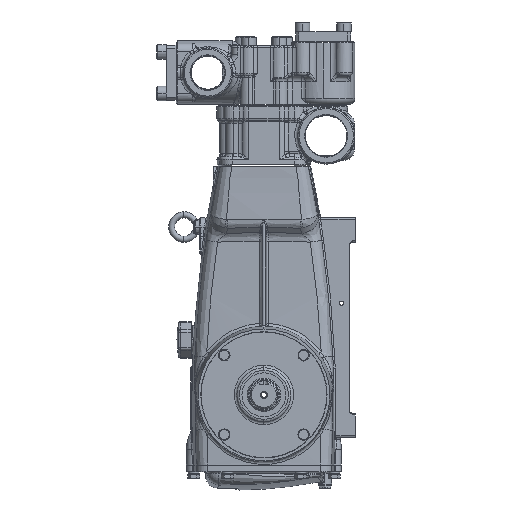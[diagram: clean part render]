
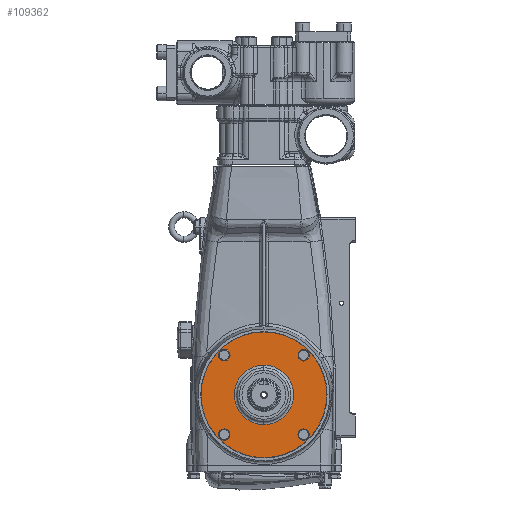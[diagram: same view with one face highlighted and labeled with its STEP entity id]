
A CAD part, left-side view. The second image highlights one B-rep face of the part: STEP entity #109362.
In plain terms, the highlighted planar face has unit normal (-1, 0, 0).
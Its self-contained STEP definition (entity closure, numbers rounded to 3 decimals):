
#216 = ORIENTED_EDGE ( 'NONE', *, *, #48811, .T. ) ;
#1876 = EDGE_LOOP ( 'NONE', ( #64651, #94685 ) ) ;
#2061 = CARTESIAN_POINT ( 'NONE',  ( -7.441, 2.561, 2.561 ) ) ;
#4498 = DIRECTION ( 'NONE',  ( 1., 0., 0. ) ) ;
#4925 = ORIENTED_EDGE ( 'NONE', *, *, #6742, .T. ) ;
#5527 = CIRCLE ( 'NONE', #54043, 0.217 ) ;
#6583 = EDGE_LOOP ( 'NONE', ( #216, #45139 ) ) ;
#6742 = EDGE_CURVE ( 'NONE', #112896, #35287, #106342, .T. ) ;
#6858 = VERTEX_POINT ( 'NONE', #41959 ) ;
#8497 = VERTEX_POINT ( 'NONE', #64424 ) ;
#10734 = AXIS2_PLACEMENT_3D ( 'NONE', #78616, #59000, #108932 ) ;
#10749 = CIRCLE ( 'NONE', #81516, 0.217 ) ;
#13066 = AXIS2_PLACEMENT_3D ( 'NONE', #2061, #41300, #88781 ) ;
#14271 = DIRECTION ( 'NONE',  ( 0., 0., 1. ) ) ;
#15367 = CIRCLE ( 'NONE', #63933, 0.217 ) ;
#17473 = CARTESIAN_POINT ( 'NONE',  ( -7.441, 2.561, 2.561 ) ) ;
#17821 = DIRECTION ( 'NONE',  ( -1., 0., 0. ) ) ;
#17945 = ORIENTED_EDGE ( 'NONE', *, *, #38413, .T. ) ;
#18089 = CARTESIAN_POINT ( 'NONE',  ( -7.441, -2.561, -2.561 ) ) ;
#20395 = EDGE_CURVE ( 'NONE', #36816, #65700, #5527, .T. ) ;
#20439 = DIRECTION ( 'NONE',  ( 0., 0., -1. ) ) ;
#20795 = CARTESIAN_POINT ( 'NONE',  ( -7.441, -2.561, 2.561 ) ) ;
#23489 = CARTESIAN_POINT ( 'NONE',  ( -7.441, 0., 0. ) ) ;
#23630 = CARTESIAN_POINT ( 'NONE',  ( -7.441, 2.561, -2.778 ) ) ;
#24233 = AXIS2_PLACEMENT_3D ( 'NONE', #18089, #56721, #76967 ) ;
#24347 = DIRECTION ( 'NONE',  ( 0., 0., -1. ) ) ;
#25389 = DIRECTION ( 'NONE',  ( 1., 0., 0. ) ) ;
#28279 = EDGE_CURVE ( 'NONE', #105093, #8497, #10749, .T. ) ;
#29094 = ORIENTED_EDGE ( 'NONE', *, *, #96249, .T. ) ;
#29844 = DIRECTION ( 'NONE',  ( 0., 0., 1. ) ) ;
#30943 = EDGE_CURVE ( 'NONE', #66065, #41953, #15367, .T. ) ;
#32986 = CIRCLE ( 'NONE', #10734, 1.916 ) ;
#33873 = DIRECTION ( 'NONE',  ( 1., 0., 0. ) ) ;
#34473 = FACE_BOUND ( 'NONE', #65279, .T. ) ;
#34675 = CIRCLE ( 'NONE', #69034, 1.916 ) ;
#35287 = VERTEX_POINT ( 'NONE', #39368 ) ;
#36816 = VERTEX_POINT ( 'NONE', #114600 ) ;
#38413 = EDGE_CURVE ( 'NONE', #81462, #6858, #72826, .T. ) ;
#39368 = CARTESIAN_POINT ( 'NONE',  ( -7.441, 2.561, -2.345 ) ) ;
#41300 = DIRECTION ( 'NONE',  ( 1., 0., 0. ) ) ;
#41953 = VERTEX_POINT ( 'NONE', #94712 ) ;
#41959 = CARTESIAN_POINT ( 'NONE',  ( -7.441, 0., -4.055 ) ) ;
#43351 = FACE_BOUND ( 'NONE', #89559, .T. ) ;
#45139 = ORIENTED_EDGE ( 'NONE', *, *, #30943, .T. ) ;
#45557 = CARTESIAN_POINT ( 'NONE',  ( -7.441, 0., -1.916 ) ) ;
#46511 = CARTESIAN_POINT ( 'NONE',  ( -7.441, -2.345, -2.561 ) ) ;
#47072 = CARTESIAN_POINT ( 'NONE',  ( -7.441, 2.561, -2.561 ) ) ;
#48811 = EDGE_CURVE ( 'NONE', #41953, #66065, #119377, .T. ) ;
#50535 = DIRECTION ( 'NONE',  ( 0., 0., 1. ) ) ;
#51798 = AXIS2_PLACEMENT_3D ( 'NONE', #47072, #107127, #20439 ) ;
#51833 = AXIS2_PLACEMENT_3D ( 'NONE', #72482, #33873, #24347 ) ;
#52254 = CARTESIAN_POINT ( 'NONE',  ( -7.441, 0., 0. ) ) ;
#54043 = AXIS2_PLACEMENT_3D ( 'NONE', #17473, #77592, #64999 ) ;
#56721 = DIRECTION ( 'NONE',  ( 1., 0., 0. ) ) ;
#59000 = DIRECTION ( 'NONE',  ( 1., 0., 0. ) ) ;
#60429 = CARTESIAN_POINT ( 'NONE',  ( -7.441, 0., 1.916 ) ) ;
#60725 = AXIS2_PLACEMENT_3D ( 'NONE', #52254, #111057, #14271 ) ;
#63933 = AXIS2_PLACEMENT_3D ( 'NONE', #20795, #68930, #79029 ) ;
#64030 = DIRECTION ( 'NONE',  ( 0., 0., -1. ) ) ;
#64424 = CARTESIAN_POINT ( 'NONE',  ( -7.441, -2.778, -2.561 ) ) ;
#64651 = ORIENTED_EDGE ( 'NONE', *, *, #20395, .T. ) ;
#64927 = EDGE_CURVE ( 'NONE', #123473, #113866, #34675, .T. ) ;
#64999 = DIRECTION ( 'NONE',  ( 0., 1., 0. ) ) ;
#65279 = EDGE_LOOP ( 'NONE', ( #74811, #90046 ) ) ;
#65700 = VERTEX_POINT ( 'NONE', #101015 ) ;
#65800 = AXIS2_PLACEMENT_3D ( 'NONE', #97528, #17821, #29844 ) ;
#66065 = VERTEX_POINT ( 'NONE', #69794 ) ;
#68930 = DIRECTION ( 'NONE',  ( 1., 0., 0. ) ) ;
#69034 = AXIS2_PLACEMENT_3D ( 'NONE', #23489, #4498, #91832 ) ;
#69674 = CIRCLE ( 'NONE', #13066, 0.217 ) ;
#69794 = CARTESIAN_POINT ( 'NONE',  ( -7.441, -2.561, 2.345 ) ) ;
#70679 = EDGE_LOOP ( 'NONE', ( #29094, #86476 ) ) ;
#70997 = EDGE_CURVE ( 'NONE', #65700, #36816, #69674, .T. ) ;
#72210 = ORIENTED_EDGE ( 'NONE', *, *, #83428, .T. ) ;
#72482 = CARTESIAN_POINT ( 'NONE',  ( -7.441, 4.055, 0. ) ) ;
#72826 = CIRCLE ( 'NONE', #60725, 4.055 ) ;
#72924 = DIRECTION ( 'NONE',  ( 1., 0., 0. ) ) ;
#73083 = PLANE ( 'NONE',  #51833 ) ;
#74811 = ORIENTED_EDGE ( 'NONE', *, *, #64927, .T. ) ;
#76967 = DIRECTION ( 'NONE',  ( 0., -1., 0. ) ) ;
#77592 = DIRECTION ( 'NONE',  ( 1., 0., 0. ) ) ;
#78616 = CARTESIAN_POINT ( 'NONE',  ( -7.441, 0., 0. ) ) ;
#79029 = DIRECTION ( 'NONE',  ( 0., 0., 1. ) ) ;
#79031 = CARTESIAN_POINT ( 'NONE',  ( -7.441, -2.561, 2.561 ) ) ;
#79284 = CARTESIAN_POINT ( 'NONE',  ( -7.441, -2.561, -2.561 ) ) ;
#81462 = VERTEX_POINT ( 'NONE', #118916 ) ;
#81516 = AXIS2_PLACEMENT_3D ( 'NONE', #79284, #72924, #89412 ) ;
#81966 = FACE_OUTER_BOUND ( 'NONE', #108048, .T. ) ;
#82582 = FACE_BOUND ( 'NONE', #70679, .T. ) ;
#82988 = CARTESIAN_POINT ( 'NONE',  ( -7.441, 2.561, -2.561 ) ) ;
#83428 = EDGE_CURVE ( 'NONE', #35287, #112896, #121481, .T. ) ;
#86476 = ORIENTED_EDGE ( 'NONE', *, *, #28279, .T. ) ;
#88781 = DIRECTION ( 'NONE',  ( 0., 1., 0. ) ) ;
#89012 = EDGE_CURVE ( 'NONE', #113866, #123473, #32986, .T. ) ;
#89412 = DIRECTION ( 'NONE',  ( 0., -1., 0. ) ) ;
#89559 = EDGE_LOOP ( 'NONE', ( #4925, #72210 ) ) ;
#90046 = ORIENTED_EDGE ( 'NONE', *, *, #89012, .T. ) ;
#90985 = CIRCLE ( 'NONE', #24233, 0.217 ) ;
#91084 = ORIENTED_EDGE ( 'NONE', *, *, #123306, .T. ) ;
#91832 = DIRECTION ( 'NONE',  ( 0., 0., -1. ) ) ;
#94685 = ORIENTED_EDGE ( 'NONE', *, *, #70997, .T. ) ;
#94712 = CARTESIAN_POINT ( 'NONE',  ( -7.441, -2.561, 2.778 ) ) ;
#96249 = EDGE_CURVE ( 'NONE', #8497, #105093, #90985, .T. ) ;
#97528 = CARTESIAN_POINT ( 'NONE',  ( -7.441, 0., 0. ) ) ;
#101015 = CARTESIAN_POINT ( 'NONE',  ( -7.441, 2.345, 2.561 ) ) ;
#105093 = VERTEX_POINT ( 'NONE', #46511 ) ;
#106342 = CIRCLE ( 'NONE', #51798, 0.217 ) ;
#107127 = DIRECTION ( 'NONE',  ( 1., 0., 0. ) ) ;
#108048 = EDGE_LOOP ( 'NONE', ( #17945, #91084 ) ) ;
#108932 = DIRECTION ( 'NONE',  ( 0., 0., -1. ) ) ;
#109362 = ADVANCED_FACE ( 'NONE', ( #82582, #119256, #111012, #43351, #34473, #81966 ), #73083, .F. ) ;
#111012 = FACE_BOUND ( 'NONE', #1876, .T. ) ;
#111057 = DIRECTION ( 'NONE',  ( -1., 0., 0. ) ) ;
#111242 = AXIS2_PLACEMENT_3D ( 'NONE', #79031, #118207, #50535 ) ;
#112896 = VERTEX_POINT ( 'NONE', #23630 ) ;
#113866 = VERTEX_POINT ( 'NONE', #60429 ) ;
#114600 = CARTESIAN_POINT ( 'NONE',  ( -7.441, 2.778, 2.561 ) ) ;
#115404 = AXIS2_PLACEMENT_3D ( 'NONE', #82988, #25389, #64030 ) ;
#116195 = CIRCLE ( 'NONE', #65800, 4.055 ) ;
#118207 = DIRECTION ( 'NONE',  ( 1., 0., 0. ) ) ;
#118916 = CARTESIAN_POINT ( 'NONE',  ( -7.441, 0., 4.055 ) ) ;
#119256 = FACE_BOUND ( 'NONE', #6583, .T. ) ;
#119377 = CIRCLE ( 'NONE', #111242, 0.217 ) ;
#121481 = CIRCLE ( 'NONE', #115404, 0.217 ) ;
#123306 = EDGE_CURVE ( 'NONE', #6858, #81462, #116195, .T. ) ;
#123473 = VERTEX_POINT ( 'NONE', #45557 ) ;
